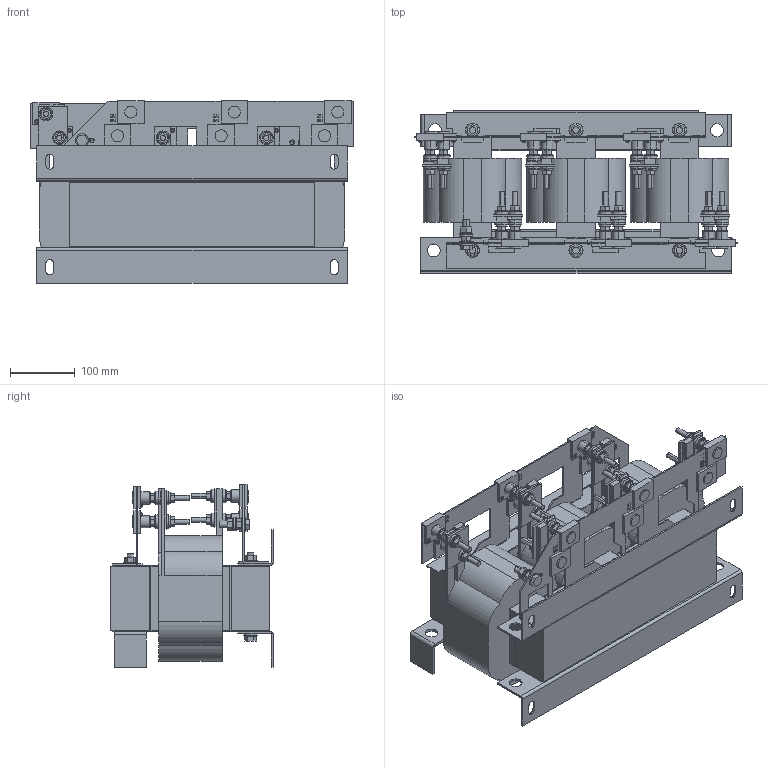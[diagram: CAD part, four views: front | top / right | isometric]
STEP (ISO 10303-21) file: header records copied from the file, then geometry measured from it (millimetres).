
FILE_DESCRIPTION (( 'STEP AP214' ), '1' );
FILE_NAME ('194150.STEP', '2021-01-13T07:46:30', ( '' ), ( '' ), 'SwSTEP 2.0', 'SolidWorks 2018', '' );
FILE_SCHEMA (( 'AUTOMOTIVE_DESIGN' ));
Length unit declared in the file: millimetre
Products named in the file (1): 194150
Bounding box: 500 x 251 x 282.3 mm (x, y, z)
Volume: 13700560.9 mm3; surface area: 1064862.7 mm2
Topology: 1 solids, 1 shells, 2298 faces, 5869 edges, 3818 vertices
Faces by surface type: plane 1644, cylinder 402, bspline 128, cone 86, torus 38
Entity records: 76853 total; most frequent: CARTESIAN_POINT 21166, ORIENTED_EDGE 11738, DIRECTION 10845, EDGE_CURVE 5869, VECTOR 4419, LINE 4419, VERTEX_POINT 3818, AXIS2_PLACEMENT_3D 3213
